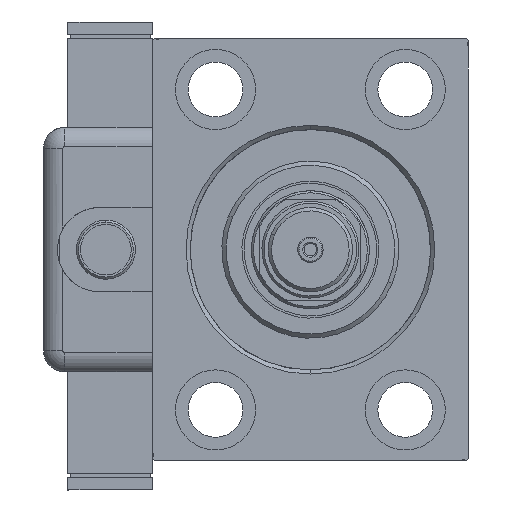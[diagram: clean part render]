
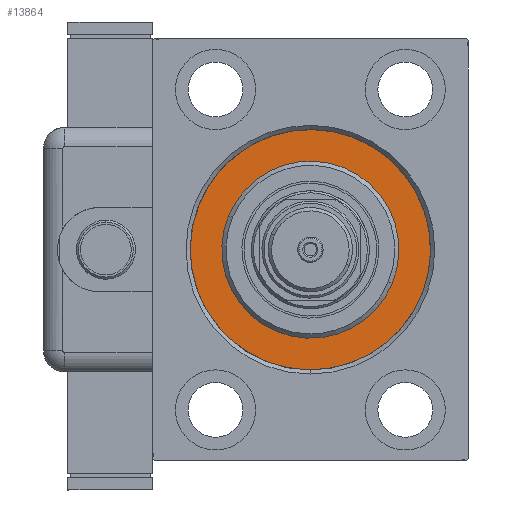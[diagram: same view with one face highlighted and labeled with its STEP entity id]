
A CAD part, left-side view. The second image highlights one B-rep face of the part: STEP entity #13864.
In plain terms, the highlighted face is planar.
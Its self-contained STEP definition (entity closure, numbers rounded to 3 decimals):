
#943 = VERTEX_POINT ( 'NONE', #20173 ) ;
#2608 = CARTESIAN_POINT ( 'NONE',  ( 0., 0., 0. ) ) ;
#4516 = CIRCLE ( 'NONE', #56846, 28.5 ) ;
#5397 = EDGE_CURVE ( 'NONE', #53983, #20238, #49734, .T. ) ;
#6532 = CIRCLE ( 'NONE', #24304, 21. ) ;
#7677 = DIRECTION ( 'NONE',  ( 0., 0., -1. ) ) ;
#8467 = VERTEX_POINT ( 'NONE', #14294 ) ;
#9264 = DIRECTION ( 'NONE',  ( 1., 0., 0. ) ) ;
#11073 = DIRECTION ( 'NONE',  ( 0., 0., 1. ) ) ;
#12702 = ORIENTED_EDGE ( 'NONE', *, *, #51147, .F. ) ;
#13864 = ADVANCED_FACE ( 'NONE', ( #16488, #36274 ), #45844, .F. ) ;
#14294 = CARTESIAN_POINT ( 'NONE',  ( 0., 0., -21. ) ) ;
#16022 = CARTESIAN_POINT ( 'NONE',  ( 0., 0., 0. ) ) ;
#16209 = ORIENTED_EDGE ( 'NONE', *, *, #51948, .F. ) ;
#16340 = AXIS2_PLACEMENT_3D ( 'NONE', #45405, #44784, #7677 ) ;
#16488 = FACE_BOUND ( 'NONE', #27135, .T. ) ;
#18190 = ORIENTED_EDGE ( 'NONE', *, *, #50947, .F. ) ;
#20173 = CARTESIAN_POINT ( 'NONE',  ( 0., 0., 21. ) ) ;
#20238 = VERTEX_POINT ( 'NONE', #22829 ) ;
#22250 = DIRECTION ( 'NONE',  ( 0., 0., 1. ) ) ;
#22829 = CARTESIAN_POINT ( 'NONE',  ( 0., 0., -28.5 ) ) ;
#23266 = CIRCLE ( 'NONE', #16340, 21. ) ;
#24304 = AXIS2_PLACEMENT_3D ( 'NONE', #2608, #9264, #46989 ) ;
#25286 = DIRECTION ( 'NONE',  ( -1., 0., 0. ) ) ;
#26277 = DIRECTION ( 'NONE',  ( -1., 0., 0. ) ) ;
#27135 = EDGE_LOOP ( 'NONE', ( #12702, #16209 ) ) ;
#32910 = CARTESIAN_POINT ( 'NONE',  ( 0., 0., 28.5 ) ) ;
#35365 = CARTESIAN_POINT ( 'NONE',  ( 0., 0., 0. ) ) ;
#36274 = FACE_OUTER_BOUND ( 'NONE', #51816, .T. ) ;
#44784 = DIRECTION ( 'NONE',  ( 1., 0., 0. ) ) ;
#45405 = CARTESIAN_POINT ( 'NONE',  ( 0., 0., 0. ) ) ;
#45549 = DIRECTION ( 'NONE',  ( 0., 0., 1. ) ) ;
#45844 = PLANE ( 'NONE',  #49090 ) ;
#46989 = DIRECTION ( 'NONE',  ( 0., 0., -1. ) ) ;
#47737 = AXIS2_PLACEMENT_3D ( 'NONE', #59664, #26277, #22250 ) ;
#49090 = AXIS2_PLACEMENT_3D ( 'NONE', #35365, #58849, #45549 ) ;
#49734 = CIRCLE ( 'NONE', #47737, 28.5 ) ;
#50947 = EDGE_CURVE ( 'NONE', #20238, #53983, #4516, .T. ) ;
#51147 = EDGE_CURVE ( 'NONE', #943, #8467, #23266, .T. ) ;
#51816 = EDGE_LOOP ( 'NONE', ( #18190, #58001 ) ) ;
#51948 = EDGE_CURVE ( 'NONE', #8467, #943, #6532, .T. ) ;
#53983 = VERTEX_POINT ( 'NONE', #32910 ) ;
#56846 = AXIS2_PLACEMENT_3D ( 'NONE', #16022, #25286, #11073 ) ;
#58001 = ORIENTED_EDGE ( 'NONE', *, *, #5397, .F. ) ;
#58849 = DIRECTION ( 'NONE',  ( -1., 0., 0. ) ) ;
#59664 = CARTESIAN_POINT ( 'NONE',  ( 0., 0., 0. ) ) ;
